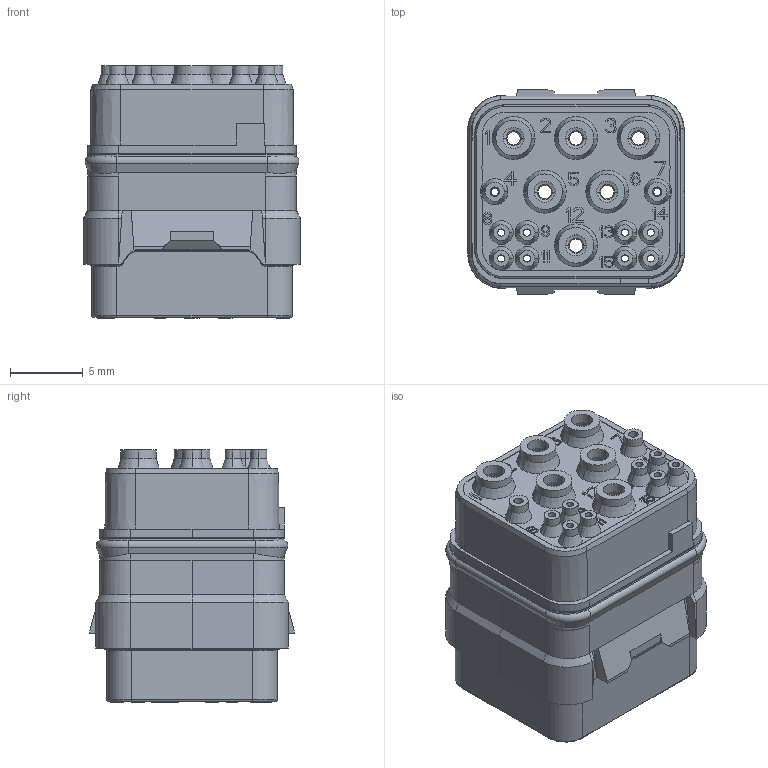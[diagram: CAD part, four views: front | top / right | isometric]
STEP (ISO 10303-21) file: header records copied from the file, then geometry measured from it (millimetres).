
FILE_DESCRIPTION((''),'2;1');
FILE_NAME('SIME1602PN','2020-01-06T',('presta_be4'),(''),'CREO PARAMETRIC BY PTC INC, 2018360','CREO PARAMETRIC BY PTC INC, 2018360','');
FILE_SCHEMA(('CONFIG_CONTROL_DESIGN'));
Products named in the file (1): SIME1602PN
Bounding box: 15 x 14.1 x 17.38 mm (x, y, z)
Volume: 1661 mm3; surface area: 3886.3 mm2
Topology: 1 solids, 1 shells, 2799 faces, 7103 edges, 4414 vertices
Faces by surface type: plane 1557, cylinder 544, torus 404, cone 270, bspline 24
Entity records: 85081 total; most frequent: CARTESIAN_POINT 16237, DIRECTION 14548, ORIENTED_EDGE 14206, EDGE_CURVE 7103, VECTOR 4972, LINE 4972, AXIS2_PLACEMENT_3D 4788, VERTEX_POINT 4414
